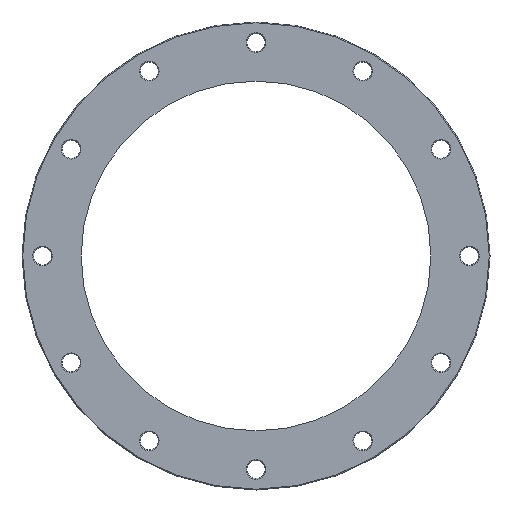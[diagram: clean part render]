
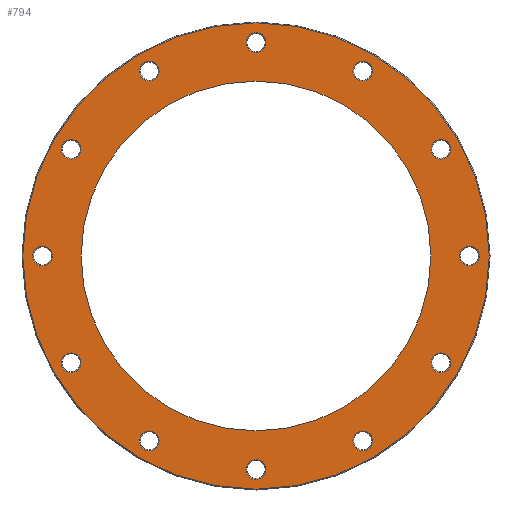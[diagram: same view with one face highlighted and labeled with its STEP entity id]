
A CAD part, left-side view. The second image highlights one B-rep face of the part: STEP entity #794.
In plain terms, the highlighted planar face has unit normal (-1, 0, 0).
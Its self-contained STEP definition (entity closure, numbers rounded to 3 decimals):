
#31=FACE_BOUND('',#108,.T.);
#32=FACE_BOUND('',#109,.T.);
#33=FACE_BOUND('',#110,.T.);
#34=FACE_BOUND('',#111,.T.);
#35=FACE_BOUND('',#112,.T.);
#36=FACE_BOUND('',#113,.T.);
#37=FACE_BOUND('',#114,.T.);
#38=FACE_BOUND('',#115,.T.);
#39=FACE_BOUND('',#116,.T.);
#40=FACE_BOUND('',#117,.T.);
#41=FACE_BOUND('',#118,.T.);
#42=FACE_BOUND('',#119,.T.);
#43=FACE_BOUND('',#120,.T.);
#58=PLANE('',#862);
#62=FACE_OUTER_BOUND('',#107,.T.);
#107=EDGE_LOOP('',(#536));
#108=EDGE_LOOP('',(#537));
#109=EDGE_LOOP('',(#538));
#110=EDGE_LOOP('',(#539));
#111=EDGE_LOOP('',(#540));
#112=EDGE_LOOP('',(#541));
#113=EDGE_LOOP('',(#542));
#114=EDGE_LOOP('',(#543,#544));
#115=EDGE_LOOP('',(#545));
#116=EDGE_LOOP('',(#546));
#117=EDGE_LOOP('',(#547));
#118=EDGE_LOOP('',(#548));
#119=EDGE_LOOP('',(#549));
#120=EDGE_LOOP('',(#550));
#260=CIRCLE('',#859,142.);
#263=CIRCLE('',#863,6.);
#264=CIRCLE('',#864,6.);
#265=CIRCLE('',#865,6.);
#266=CIRCLE('',#866,6.);
#267=CIRCLE('',#867,6.);
#268=CIRCLE('',#868,6.);
#269=CIRCLE('',#869,106.5);
#270=CIRCLE('',#870,106.5);
#271=CIRCLE('',#871,6.);
#272=CIRCLE('',#872,6.);
#273=CIRCLE('',#873,6.);
#274=CIRCLE('',#874,6.);
#275=CIRCLE('',#875,6.);
#276=CIRCLE('',#876,6.);
#337=VERTEX_POINT('',#1269);
#340=VERTEX_POINT('',#1277);
#341=VERTEX_POINT('',#1279);
#342=VERTEX_POINT('',#1281);
#343=VERTEX_POINT('',#1283);
#344=VERTEX_POINT('',#1285);
#345=VERTEX_POINT('',#1287);
#346=VERTEX_POINT('',#1289);
#347=VERTEX_POINT('',#1290);
#348=VERTEX_POINT('',#1293);
#349=VERTEX_POINT('',#1295);
#350=VERTEX_POINT('',#1297);
#351=VERTEX_POINT('',#1299);
#352=VERTEX_POINT('',#1301);
#353=VERTEX_POINT('',#1303);
#413=EDGE_CURVE('',#337,#337,#260,.T.);
#417=EDGE_CURVE('',#340,#340,#263,.T.);
#418=EDGE_CURVE('',#341,#341,#264,.T.);
#419=EDGE_CURVE('',#342,#342,#265,.T.);
#420=EDGE_CURVE('',#343,#343,#266,.T.);
#421=EDGE_CURVE('',#344,#344,#267,.T.);
#422=EDGE_CURVE('',#345,#345,#268,.T.);
#423=EDGE_CURVE('',#346,#347,#269,.T.);
#424=EDGE_CURVE('',#347,#346,#270,.T.);
#425=EDGE_CURVE('',#348,#348,#271,.T.);
#426=EDGE_CURVE('',#349,#349,#272,.T.);
#427=EDGE_CURVE('',#350,#350,#273,.T.);
#428=EDGE_CURVE('',#351,#351,#274,.T.);
#429=EDGE_CURVE('',#352,#352,#275,.T.);
#430=EDGE_CURVE('',#353,#353,#276,.T.);
#536=ORIENTED_EDGE('',*,*,#413,.F.);
#537=ORIENTED_EDGE('',*,*,#417,.F.);
#538=ORIENTED_EDGE('',*,*,#418,.F.);
#539=ORIENTED_EDGE('',*,*,#419,.F.);
#540=ORIENTED_EDGE('',*,*,#420,.F.);
#541=ORIENTED_EDGE('',*,*,#421,.F.);
#542=ORIENTED_EDGE('',*,*,#422,.F.);
#543=ORIENTED_EDGE('',*,*,#423,.F.);
#544=ORIENTED_EDGE('',*,*,#424,.F.);
#545=ORIENTED_EDGE('',*,*,#425,.F.);
#546=ORIENTED_EDGE('',*,*,#426,.F.);
#547=ORIENTED_EDGE('',*,*,#427,.F.);
#548=ORIENTED_EDGE('',*,*,#428,.F.);
#549=ORIENTED_EDGE('',*,*,#429,.F.);
#550=ORIENTED_EDGE('',*,*,#430,.F.);
#794=ADVANCED_FACE('',(#62,#31,#32,#33,#34,#35,#36,#37,#38,#39,#40,#41,
#42,#43),#58,.T.);
#859=AXIS2_PLACEMENT_3D('',#1270,#984,#985);
#862=AXIS2_PLACEMENT_3D('',#1276,#991,#992);
#863=AXIS2_PLACEMENT_3D('',#1278,#993,#994);
#864=AXIS2_PLACEMENT_3D('',#1280,#995,#996);
#865=AXIS2_PLACEMENT_3D('',#1282,#997,#998);
#866=AXIS2_PLACEMENT_3D('',#1284,#999,#1000);
#867=AXIS2_PLACEMENT_3D('',#1286,#1001,#1002);
#868=AXIS2_PLACEMENT_3D('',#1288,#1003,#1004);
#869=AXIS2_PLACEMENT_3D('',#1291,#1005,#1006);
#870=AXIS2_PLACEMENT_3D('',#1292,#1007,#1008);
#871=AXIS2_PLACEMENT_3D('',#1294,#1009,#1010);
#872=AXIS2_PLACEMENT_3D('',#1296,#1011,#1012);
#873=AXIS2_PLACEMENT_3D('',#1298,#1013,#1014);
#874=AXIS2_PLACEMENT_3D('',#1300,#1015,#1016);
#875=AXIS2_PLACEMENT_3D('',#1302,#1017,#1018);
#876=AXIS2_PLACEMENT_3D('',#1304,#1019,#1020);
#984=DIRECTION('center_axis',(1.,0.,0.));
#985=DIRECTION('ref_axis',(0.,0.,-1.));
#991=DIRECTION('center_axis',(-1.,0.,0.));
#992=DIRECTION('ref_axis',(0.,0.,1.));
#993=DIRECTION('center_axis',(-1.,0.,0.));
#994=DIRECTION('ref_axis',(0.,0.5,-0.866));
#995=DIRECTION('center_axis',(-1.,0.,0.));
#996=DIRECTION('ref_axis',(0.,1.,0.));
#997=DIRECTION('center_axis',(-1.,0.,0.));
#998=DIRECTION('ref_axis',(0.,0.5,0.866));
#999=DIRECTION('center_axis',(-1.,0.,0.));
#1000=DIRECTION('ref_axis',(0.,-0.5,0.866));
#1001=DIRECTION('center_axis',(-1.,0.,0.));
#1002=DIRECTION('ref_axis',(0.,-1.,0.));
#1003=DIRECTION('center_axis',(-1.,0.,0.));
#1004=DIRECTION('ref_axis',(0.,-0.5,-0.866));
#1005=DIRECTION('center_axis',(-1.,0.,0.));
#1006=DIRECTION('ref_axis',(0.,0.,1.));
#1007=DIRECTION('center_axis',(-1.,0.,0.));
#1008=DIRECTION('ref_axis',(0.,0.,1.));
#1009=DIRECTION('center_axis',(-1.,0.,0.));
#1010=DIRECTION('ref_axis',(0.,0.,-1.));
#1011=DIRECTION('center_axis',(-1.,0.,0.));
#1012=DIRECTION('ref_axis',(0.,-0.866,-0.5));
#1013=DIRECTION('center_axis',(-1.,0.,0.));
#1014=DIRECTION('ref_axis',(0.,-0.866,0.5));
#1015=DIRECTION('center_axis',(-1.,0.,0.));
#1016=DIRECTION('ref_axis',(0.,0.,1.));
#1017=DIRECTION('center_axis',(-1.,0.,0.));
#1018=DIRECTION('ref_axis',(0.,0.866,0.5));
#1019=DIRECTION('center_axis',(-1.,0.,0.));
#1020=DIRECTION('ref_axis',(0.,0.866,-0.5));
#1269=CARTESIAN_POINT('',(-16.,0.,142.));
#1270=CARTESIAN_POINT('Origin',(-16.,0.,0.));
#1276=CARTESIAN_POINT('Origin',(-16.,0.,106.5));
#1277=CARTESIAN_POINT('',(-16.,109.583,70.196));
#1278=CARTESIAN_POINT('Origin',(-16.,112.583,65.));
#1279=CARTESIAN_POINT('',(-16.,-6.,130.));
#1280=CARTESIAN_POINT('Origin',(-16.,0.,130.));
#1281=CARTESIAN_POINT('',(-16.,-115.583,59.804));
#1282=CARTESIAN_POINT('Origin',(-16.,-112.583,65.));
#1283=CARTESIAN_POINT('',(-16.,-109.583,-70.196));
#1284=CARTESIAN_POINT('Origin',(-16.,-112.583,-65.));
#1285=CARTESIAN_POINT('',(-16.,6.,-130.));
#1286=CARTESIAN_POINT('Origin',(-16.,0.,-130.));
#1287=CARTESIAN_POINT('',(-16.,115.583,-59.804));
#1288=CARTESIAN_POINT('Origin',(-16.,112.583,-65.));
#1289=CARTESIAN_POINT('',(-16.,0.,106.5));
#1290=CARTESIAN_POINT('',(-16.,0.,-106.5));
#1291=CARTESIAN_POINT('Origin',(-16.,0.,0.));
#1292=CARTESIAN_POINT('Origin',(-16.,0.,0.));
#1293=CARTESIAN_POINT('',(-16.,130.,6.));
#1294=CARTESIAN_POINT('Origin',(-16.,130.,0.));
#1295=CARTESIAN_POINT('',(-16.,70.196,-109.583));
#1296=CARTESIAN_POINT('Origin',(-16.,65.,-112.583));
#1297=CARTESIAN_POINT('',(-16.,-59.804,-115.583));
#1298=CARTESIAN_POINT('Origin',(-16.,-65.,-112.583));
#1299=CARTESIAN_POINT('',(-16.,-130.,-6.));
#1300=CARTESIAN_POINT('Origin',(-16.,-130.,0.));
#1301=CARTESIAN_POINT('',(-16.,-70.196,109.583));
#1302=CARTESIAN_POINT('Origin',(-16.,-65.,112.583));
#1303=CARTESIAN_POINT('',(-16.,59.804,115.583));
#1304=CARTESIAN_POINT('Origin',(-16.,65.,112.583));
